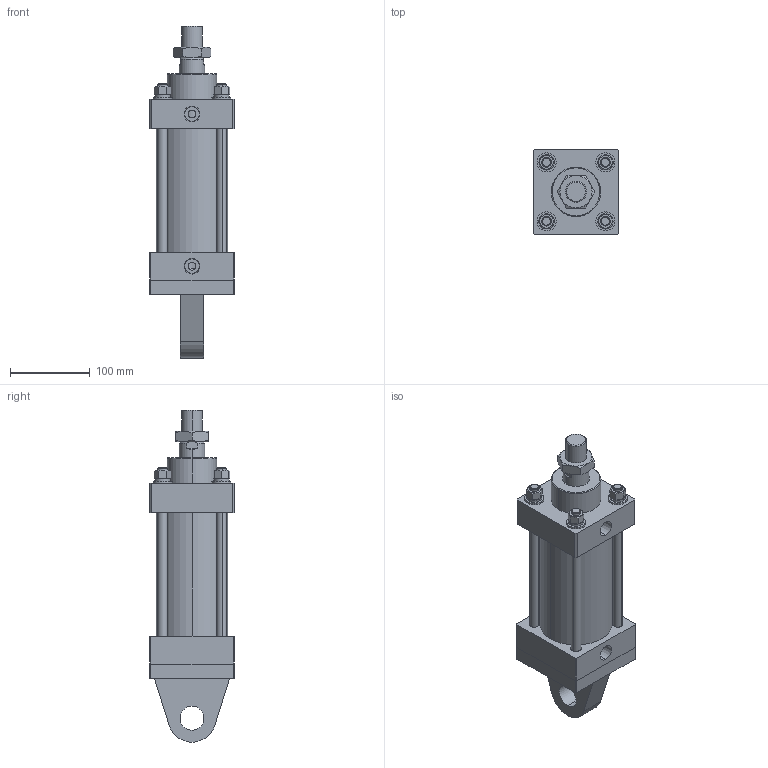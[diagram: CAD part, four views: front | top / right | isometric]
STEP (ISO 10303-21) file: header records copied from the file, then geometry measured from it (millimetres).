
FILE_DESCRIPTION (( 'STEP AP203' ), '1' );
FILE_NAME ('MOB-80-32-100-CA.STEP', '2021-04-28T03:45:09', ( '微软用户' ), ( '微软中国' ), 'SwSTEP 2.0', 'SolidWorks 2012', '' );
FILE_SCHEMA (( 'CONFIG_CONTROL_DESIGN' ));
Length unit declared in the file: millimetre
Products named in the file (11): MOB-80-32-100活塞杆; MOB-80-32-100前盖; MOB-80-32-100掛极; MOB-80-32-100綴裔; MOB-80-32-100-CA; MOB-80-32-100-CA楊擘; MOB-80-32-100-CA嶺裝; plain washers--product grade c gb_GB_FASTENER_WASHER_SMWC 12; hex thin nuts-grades ab-chamfered gb_GB_FASTENER_NUT_STNAB  B M27-N; hex nuts 1-fine pitch-grades ab gb_GB_FASTENER_NUT_SNAB1XY M12X1.5-N; spring lock washers--normal type gb_GB_FASTENER_WASHER_SW 12
Assembly tree (22 placements, depth 2):
  MOB-80-32-100-CA
    MOB-80-32-100前盖
    MOB-80-32-100掛极
    MOB-80-32-100綴裔
    MOB-80-32-100活塞杆
    MOB-80-32-100-CA嶺裝  x4
    plain washers--product grade c gb_GB_FASTENER_WASHER_SMWC 12  x4
    spring lock washers--normal type gb_GB_FASTENER_WASHER_SW 12  x4
    hex nuts 1-fine pitch-grades ab gb_GB_FASTENER_NUT_SNAB1XY M12X1.5-N  x4
    hex thin nuts-grades ab-chamfered gb_GB_FASTENER_NUT_STNAB  B M27-N
    MOB-80-32-100-CA楊擘
Bounding box: 106 x 106 x 416.89 mm (x, y, z)
Volume: 1811439.6 mm3; surface area: 342416.7 mm2
Topology: 22 solids, 22 shells, 334 faces, 750 edges, 472 vertices
Faces by surface type: plane 126, cylinder 117, cone 77, torus 14
Entity records: 7951 total; most frequent: CARTESIAN_POINT 1496, DIRECTION 1126, ORIENTED_EDGE 960, EDGE_CURVE 480, AXIS2_PLACEMENT_3D 454, VERTEX_POINT 304, EDGE_LOOP 260, CIRCLE 221
